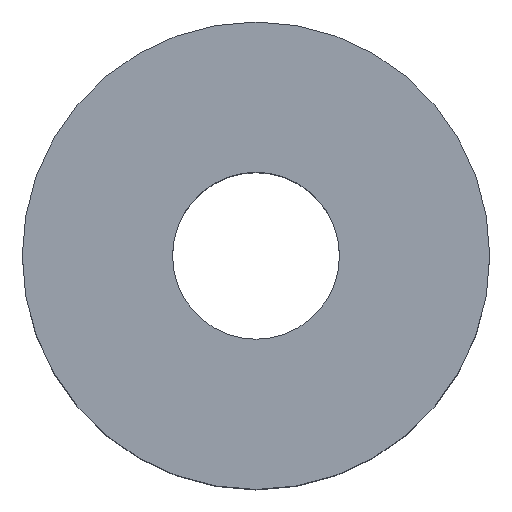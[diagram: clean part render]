
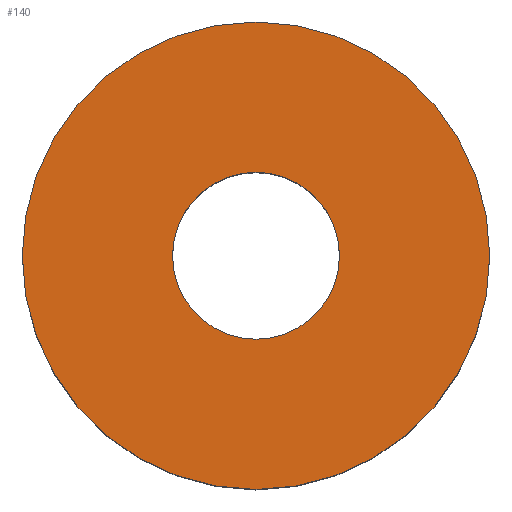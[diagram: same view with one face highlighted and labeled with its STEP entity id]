
A CAD part, top view. The second image highlights one B-rep face of the part: STEP entity #140.
In plain terms, the highlighted planar face has unit normal (0, 0, 1).
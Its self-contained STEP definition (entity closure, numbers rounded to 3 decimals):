
#54=PLANE('',#1574);
#64=FACE_BOUND('',#348,.T.);
#65=FACE_BOUND('',#349,.T.);
#140=ADVANCED_FACE('',(#64,#65),#54,.T.);
#348=EDGE_LOOP('',(#811));
#349=EDGE_LOOP('',(#812));
#811=ORIENTED_EDGE('',*,*,#1215,.F.);
#812=ORIENTED_EDGE('',*,*,#1213,.T.);
#1013=VERTEX_POINT('',#2461);
#1015=VERTEX_POINT('',#2466);
#1213=EDGE_CURVE('',#1013,#1013,#1349,.T.);
#1215=EDGE_CURVE('',#1015,#1015,#1351,.T.);
#1349=CIRCLE('',#1570,7.);
#1351=CIRCLE('',#1573,2.5);
#1570=AXIS2_PLACEMENT_3D('',#2460,#2044,#2045);
#1573=AXIS2_PLACEMENT_3D('',#2465,#2050,#2051);
#1574=AXIS2_PLACEMENT_3D('',#2467,#2052,#2053);
#2044=DIRECTION('',(0.,0.,1.));
#2045=DIRECTION('',(1.,0.,0.));
#2050=DIRECTION('',(0.,0.,1.));
#2051=DIRECTION('',(1.,0.,0.));
#2052=DIRECTION('',(0.,0.,1.));
#2053=DIRECTION('',(1.,0.,0.));
#2460=CARTESIAN_POINT('',(0.,0.,7.5));
#2461=CARTESIAN_POINT('',(7.,0.,7.5));
#2465=CARTESIAN_POINT('',(0.,0.,7.5));
#2466=CARTESIAN_POINT('',(2.5,0.,7.5));
#2467=CARTESIAN_POINT('',(0.,0.,7.5));
